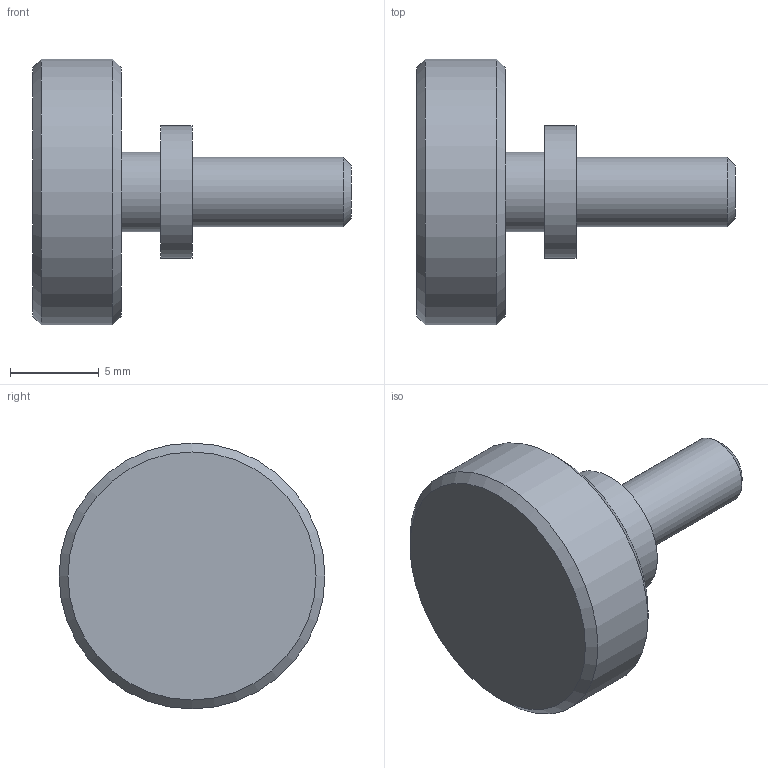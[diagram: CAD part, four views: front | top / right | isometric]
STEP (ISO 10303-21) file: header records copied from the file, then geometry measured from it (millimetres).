
FILE_DESCRIPTION(('FreeCAD Model'),'2;1');
FILE_NAME('titan_idler_tension_screw.step','2017-04-12T13:07:10',('Author'),(''), 'Open CASCADE STEP processor 6.9','FreeCAD','Unknown');
FILE_SCHEMA(('AUTOMOTIVE_DESIGN_CC2 { 1 2 10303 214 -1 1 5 4 }'));
Length unit declared in the file: millimetre
Products named in the file (2): ASSEMBLY; Titan_Idler_Tension_Screw_v6
Assembly tree (1 placements, depth 2):
  ASSEMBLY
    Titan_Idler_Tension_Screw_v6
Bounding box: 18 x 15 x 15 mm (x, y, z)
Volume: 1091.9 mm3; surface area: 797.3 mm2
Topology: 1 solids, 1 shells, 12 faces, 18 edges, 11 vertices
Faces by surface type: plane 5, cylinder 4, cone 3
Full cylindrical faces by diameter (mm): 3.908 x1, 4.5 x1, 7.5 x1, 15 x1
Entity records: 855 total; most frequent: CARTESIAN_POINT 446, DIRECTION 68, ORIENTED_EDGE 36, PCURVE 36, DEFINITIONAL_REPRESENTATION 36, AXIS2_PLACEMENT_3D 25, B_SPLINE_CURVE_WITH_KNOTS 21, EDGE_CURVE 18
